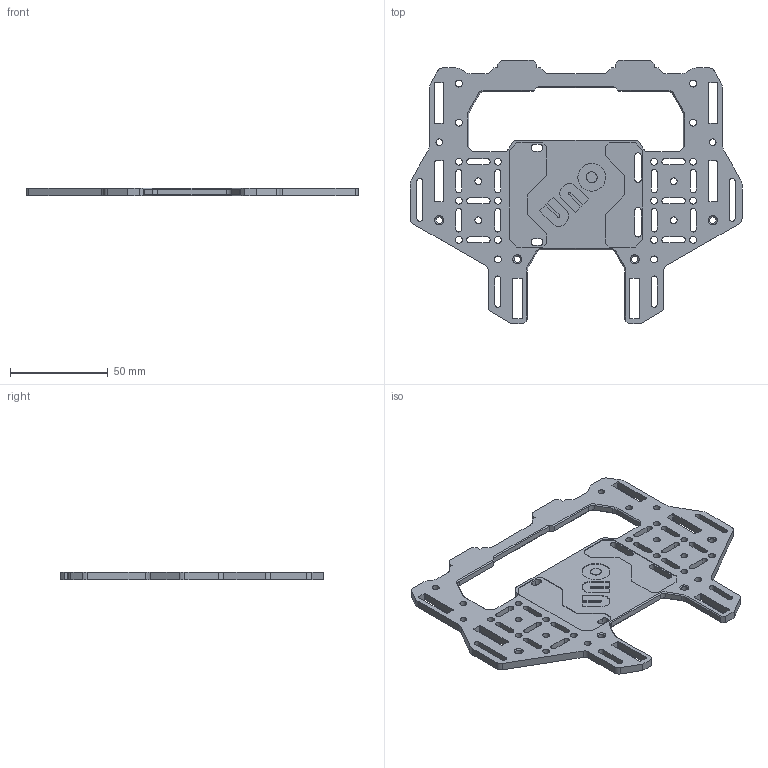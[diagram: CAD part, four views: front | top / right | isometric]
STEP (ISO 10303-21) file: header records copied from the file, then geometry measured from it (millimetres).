
FILE_DESCRIPTION(('STEP AP203'), '1');
FILE_NAME('Ñòåíêà-Âåðõíÿÿ-v1', '2025-09-19T06:54:38', ('KiraFlux'), ('https://github.com/KiraFlux/Botix'), 'C3D Converter', 'C3D Toolkit', '');
FILE_SCHEMA(('CONFIG_CONTROL_DESIGN'));
Length unit declared in the file: millimetre
Bounding box: 170 x 135 x 4 mm (x, y, z)
Volume: 44554.6 mm3; surface area: 31142.6 mm2
Topology: 1 solids, 1 shells, 382 faces, 1082 edges, 708 vertices
Faces by surface type: plane 200, cylinder 130, extrusion 28, cone 24
Full cylindrical faces by diameter (mm): 3.4 x4, 3.5 x24
Entity records: 12485 total; most frequent: CARTESIAN_POINT 2305, ORIENTED_EDGE 2092, DIRECTION 2012, EDGE_CURVE 1046, VECTOR 734, VERTEX_POINT 708, LINE 706, AXIS2_PLACEMENT_3D 639
